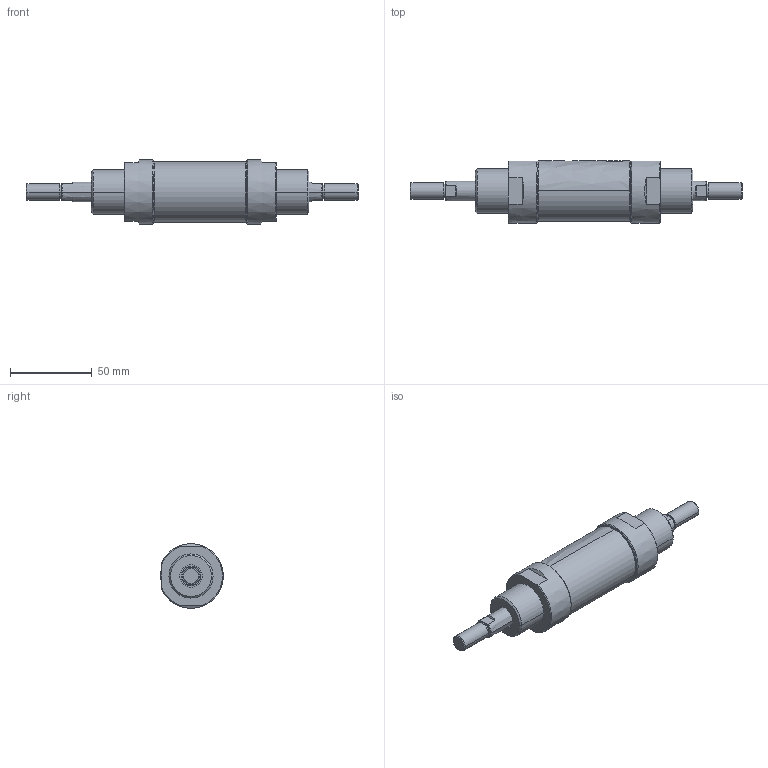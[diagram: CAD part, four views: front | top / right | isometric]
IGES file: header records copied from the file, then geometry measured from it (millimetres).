
Start section: SolidWorks IGES file using analytic representation for surfaces
Global section: file name: TW_002_032_0010.IGS; native system: SolidWorks 2013; preprocessor: SolidWorks 2013; author: technolog; date: 140714.110816; units: millimetre
Bounding box: 203 x 38.25 x 39.5 mm (x, y, z)
Volume: 112999 mm3; surface area: 37393.2 mm2
Topology: 5 solids, 5 shells, 262 faces, 1358 edges, 1763 vertices
Faces by surface type: plane 138, revolution 111, bspline 13
